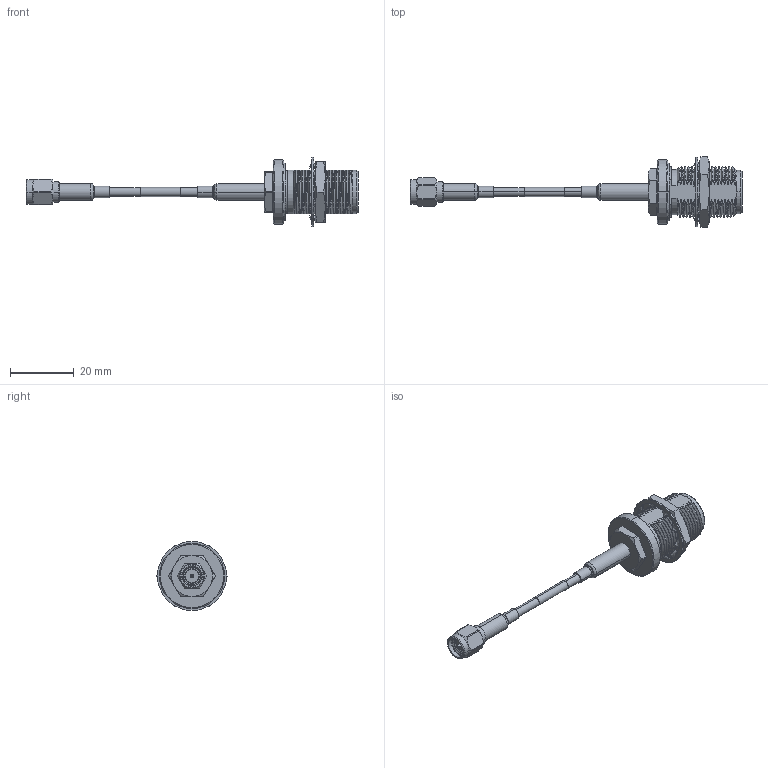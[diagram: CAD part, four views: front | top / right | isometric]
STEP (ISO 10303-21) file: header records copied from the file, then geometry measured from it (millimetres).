
FILE_DESCRIPTION (( 'STEP AP214' ), '1' );
FILE_NAME ('FMCA100079_3D.step', '2024-07-31T22:48:05', ( '' ), ( '' ), 'SwSTEP 2.0', 'SolidWorks 2022', '' );
FILE_SCHEMA (( 'AUTOMOTIVE_DESIGN' ));
Length unit declared in the file: inch
Products named in the file (6): RG188A-U; RG188-HEATSHRINK_1" Long; RG188-HEATSHRINK_.75" Long; FMCA100079_3D; SC7060; FMCN1603
Assembly tree (5 placements, depth 2):
  FMCA100079_3D
    RG188A-U
    SC7060
    FMCN1603
    RG188-HEATSHRINK_.75" Long
    RG188-HEATSHRINK_1" Long
Bounding box: 103.78 x 22 x 21.59 mm (x, y, z)
Volume: 7176.9 mm3; surface area: 8095.8 mm2
Topology: 13 solids, 13 shells, 640 faces, 1692 edges, 1101 vertices
Faces by surface type: cylinder 216, bspline 161, plane 158, cone 87, torus 18
Entity records: 94975 total; most frequent: CARTESIAN_POINT 79993, ORIENTED_EDGE 3384, DIRECTION 2486, EDGE_CURVE 1692, VERTEX_POINT 1101, AXIS2_PLACEMENT_3D 897, LINE 692, VECTOR 692
